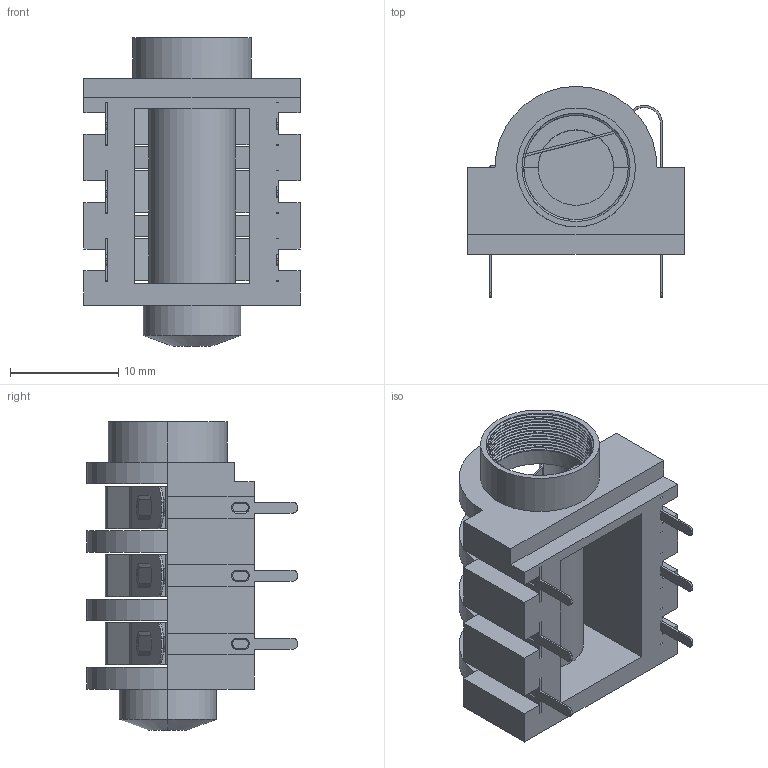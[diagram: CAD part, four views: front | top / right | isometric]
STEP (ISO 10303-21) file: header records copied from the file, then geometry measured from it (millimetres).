
FILE_DESCRIPTION (( 'STEP AP214' ), '1' );
FILE_NAME ('STEREO.STEP', '2018-12-02T20:46:46', ( '' ), ( '' ), 'SwSTEP 2.0', 'SolidWorks 2018', '' );
FILE_SCHEMA (( 'AUTOMOTIVE_DESIGN' ));
Length unit declared in the file: millimetre
Products named in the file (1): STEREO
Bounding box: 20 x 19.5 x 28.55 mm (x, y, z)
Volume: 2489.1 mm3; surface area: 4311.2 mm2
Topology: 7 solids, 7 shells, 320 faces, 895 edges, 581 vertices
Faces by surface type: plane 211, cylinder 74, cone 26, torus 6, bspline 3
Entity records: 15297 total; most frequent: CARTESIAN_POINT 3517, ORIENTED_EDGE 1790, DIRECTION 1600, EDGE_CURVE 895, LINE 636, VECTOR 636, VERTEX_POINT 581, AXIS2_PLACEMENT_3D 482
